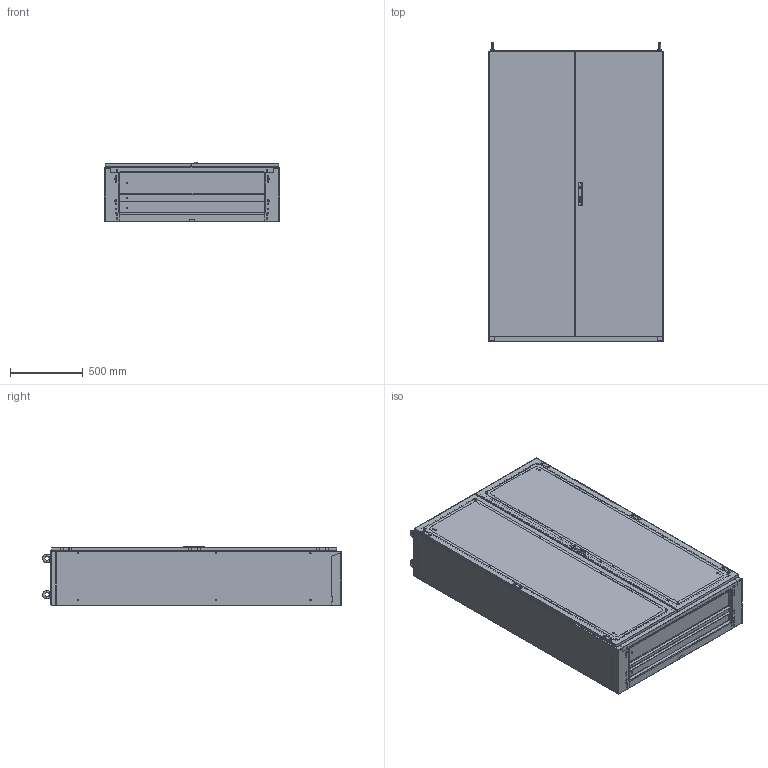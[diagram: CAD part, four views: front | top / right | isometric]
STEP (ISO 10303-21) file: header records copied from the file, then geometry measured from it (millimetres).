
FILE_DESCRIPTION (( 'STEP AP214' ), '1' );
FILE_NAME ('0390-1220-40-07.step', '2022-07-28T11:08:43', ( '' ), ( '' ), 'SwSTEP 2.0', 'SolidWorks 2019', '' );
FILE_SCHEMA (( 'AUTOMOTIVE_DESIGN' ));
Length unit declared in the file: millimetre
Products named in the file (7): Bodenplattensatz_s_0396-1200-40-03; Korpus_ss_1220-40; Tuer2_s_0395-1220-05-97; TuerGG_s_0395-1220-02-97; 0390-1220-40-07; TuerLP_s_0395-1220-01-97; Dachplatte_ss_0390-1200-40-07
Assembly tree (6 placements, depth 3):
  0390-1220-40-07
    Korpus_ss_1220-40
    Tuer2_s_0395-1220-05-97
      TuerGG_s_0395-1220-02-97
      TuerLP_s_0395-1220-01-97
    Dachplatte_ss_0390-1200-40-07
    Bodenplattensatz_s_0396-1200-40-03
Bounding box: 1200 x 2057.99 x 407.5 mm (x, y, z)
Volume: 16779353.1 mm3; surface area: 18598104.9 mm2
Topology: 45 solids, 45 shells, 5004 faces, 13178 edges, 8710 vertices
Faces by surface type: plane 2552, cylinder 2240, cone 174, torus 24, bspline 14
Entity records: 193336 total; most frequent: CARTESIAN_POINT 29155, DIRECTION 27575, ORIENTED_EDGE 26356, EDGE_CURVE 13178, AXIS2_PLACEMENT_3D 9734, VERTEX_POINT 8710, LINE 8107, VECTOR 8107
